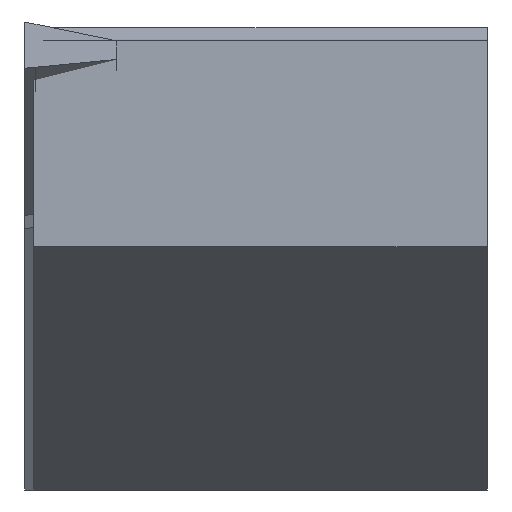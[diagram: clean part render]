
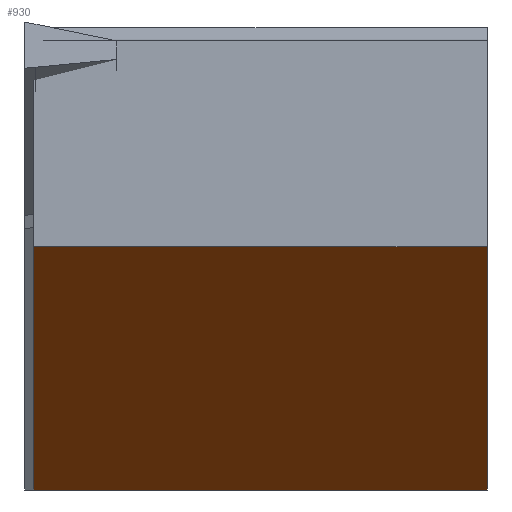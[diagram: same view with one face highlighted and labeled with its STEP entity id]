
A CAD part, left-side view. The second image highlights one B-rep face of the part: STEP entity #930.
In plain terms, the highlighted planar face has unit normal (-0.616, 0, -0.788).
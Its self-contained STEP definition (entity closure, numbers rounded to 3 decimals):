
#108 = DIRECTION ( 'NONE',  ( -0.616, 0., -0.788 ) ) ;
#181 = VERTEX_POINT ( 'NONE', #275 ) ;
#218 = CARTESIAN_POINT ( 'NONE',  ( 11.54, -16., -16. ) ) ;
#228 = CARTESIAN_POINT ( 'NONE',  ( 0.756, 159.177, -7.575 ) ) ;
#269 = EDGE_LOOP ( 'NONE', ( #570, #2495, #1331, #2294 ) ) ;
#271 = VERTEX_POINT ( 'NONE', #218 ) ;
#275 = CARTESIAN_POINT ( 'NONE',  ( 11.54, -0.3, -16. ) ) ;
#320 = VERTEX_POINT ( 'NONE', #2329 ) ;
#329 = CARTESIAN_POINT ( 'NONE',  ( 11.54, 159.177, -16. ) ) ;
#375 = CARTESIAN_POINT ( 'NONE',  ( 0.756, -0.3, -7.575 ) ) ;
#383 = LINE ( 'NONE', #329, #2558 ) ;
#569 = DIRECTION ( 'NONE',  ( 0.788, 0., -0.616 ) ) ;
#570 = ORIENTED_EDGE ( 'NONE', *, *, #2287, .F. ) ;
#608 = FACE_OUTER_BOUND ( 'NONE', #269, .T. ) ;
#817 = VECTOR ( 'NONE', #2498, 1000. ) ;
#898 = LINE ( 'NONE', #1786, #2017 ) ;
#930 = ADVANCED_FACE ( 'NONE', ( #608 ), #2595, .T. ) ;
#981 = CARTESIAN_POINT ( 'NONE',  ( 0., -0.3, -6.984 ) ) ;
#1188 = DIRECTION ( 'NONE',  ( 0., -1., 0. ) ) ;
#1331 = ORIENTED_EDGE ( 'NONE', *, *, #2149, .T. ) ;
#1397 = CARTESIAN_POINT ( 'NONE',  ( 0., 159.177, -6.984 ) ) ;
#1430 = AXIS2_PLACEMENT_3D ( 'NONE', #1397, #108, #1594 ) ;
#1463 = VERTEX_POINT ( 'NONE', #375 ) ;
#1581 = DIRECTION ( 'NONE',  ( 0.788, 0., -0.616 ) ) ;
#1594 = DIRECTION ( 'NONE',  ( -0.788, 0., 0.616 ) ) ;
#1786 = CARTESIAN_POINT ( 'NONE',  ( -3.388, -16., -4.337 ) ) ;
#1954 = VECTOR ( 'NONE', #1581, 1000. ) ;
#2017 = VECTOR ( 'NONE', #569, 1000. ) ;
#2141 = LINE ( 'NONE', #228, #817 ) ;
#2142 = EDGE_CURVE ( 'NONE', #1463, #181, #2493, .T. ) ;
#2149 = EDGE_CURVE ( 'NONE', #181, #271, #383, .T. ) ;
#2154 = EDGE_CURVE ( 'NONE', #320, #271, #898, .T. ) ;
#2287 = EDGE_CURVE ( 'NONE', #1463, #320, #2141, .T. ) ;
#2294 = ORIENTED_EDGE ( 'NONE', *, *, #2154, .F. ) ;
#2329 = CARTESIAN_POINT ( 'NONE',  ( 0.756, -16., -7.575 ) ) ;
#2493 = LINE ( 'NONE', #981, #1954 ) ;
#2495 = ORIENTED_EDGE ( 'NONE', *, *, #2142, .T. ) ;
#2498 = DIRECTION ( 'NONE',  ( 0., -1., 0. ) ) ;
#2558 = VECTOR ( 'NONE', #1188, 1000. ) ;
#2595 = PLANE ( 'NONE',  #1430 ) ;
